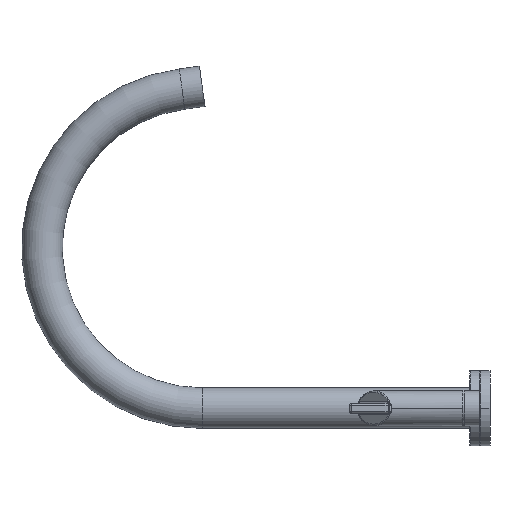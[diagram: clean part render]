
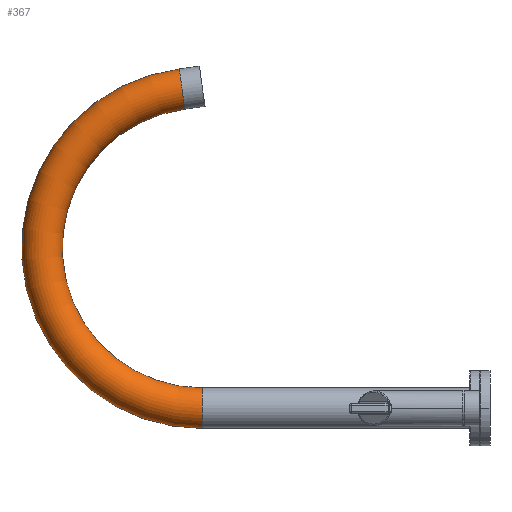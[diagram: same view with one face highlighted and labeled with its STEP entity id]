
A CAD part, left-side view. The second image highlights one B-rep face of the part: STEP entity #367.
In plain terms, the highlighted toroidal (fillet/blend) face has major radius 100.034 mm and minor radius 12.7 mm.
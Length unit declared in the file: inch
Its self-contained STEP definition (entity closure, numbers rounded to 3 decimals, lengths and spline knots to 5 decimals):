
#73=CARTESIAN_POINT('',(0.,7.075,3.93833));
#74=DIRECTION('',(1.,0.,0.));
#75=DIRECTION('',(0.,0.,-1.));
#76=AXIS2_PLACEMENT_3D('',#73,#74,#75);
#78=CARTESIAN_POINT('',(0.,7.075,0.));
#79=DIRECTION('',(0.,1.,0.));
#80=DIRECTION('',(0.,0.,-1.));
#81=AXIS2_PLACEMENT_3D('',#78,#79,#80);
#83=CARTESIAN_POINT('',(0.,7.075,3.93833));
#84=DIRECTION('',(1.,0.,0.));
#85=DIRECTION('',(0.,0.,-1.));
#86=AXIS2_PLACEMENT_3D('',#83,#84,#85);
#88=CARTESIAN_POINT('',(0.,7.63636,8.34102));
#89=CARTESIAN_POINT('',(-0.01454,7.63636,8.34102));
#90=CARTESIAN_POINT('',(-0.04363,7.63634,8.33974));
#91=CARTESIAN_POINT('',(-0.08693,7.63552,8.3341));
#92=CARTESIAN_POINT('',(-0.12957,7.63428,8.32473));
#93=CARTESIAN_POINT('',(-0.17122,7.63253,8.31171));
#94=CARTESIAN_POINT('',(-0.21157,7.63032,8.29515));
#95=CARTESIAN_POINT('',(-0.25031,7.62764,8.27516));
#96=CARTESIAN_POINT('',(-0.28715,7.62452,8.2519));
#97=CARTESIAN_POINT('',(-0.3218,7.62099,8.22555));
#98=CARTESIAN_POINT('',(-0.354,7.61707,8.1963));
#99=CARTESIAN_POINT('',(-0.3835,7.6128,8.16439));
#100=CARTESIAN_POINT('',(-0.41009,7.6082,8.13004));
#101=CARTESIAN_POINT('',(-0.43356,7.60332,8.09353));
#102=CARTESIAN_POINT('',(-0.45373,7.59818,8.05513));
#103=CARTESIAN_POINT('',(-0.47044,7.59283,8.01514));
#104=CARTESIAN_POINT('',(-0.48358,7.5873,7.97385));
#105=CARTESIAN_POINT('',(-0.49303,7.58165,7.93159));
#106=CARTESIAN_POINT('',(-0.49873,7.57591,7.88866));
#107=CARTESIAN_POINT('',(-0.5,7.57206,7.85983));
#108=CARTESIAN_POINT('',(-0.5,7.57013,7.84541));
#114=CARTESIAN_POINT('',(-0.5,7.57013,7.84541));
#115=CARTESIAN_POINT('',(-0.5,7.56821,7.831));
#116=CARTESIAN_POINT('',(-0.49873,7.56436,7.80216));
#117=CARTESIAN_POINT('',(-0.49303,7.55862,7.75924));
#118=CARTESIAN_POINT('',(-0.48358,7.55298,7.71697));
#119=CARTESIAN_POINT('',(-0.47044,7.54747,7.67568));
#120=CARTESIAN_POINT('',(-0.45373,7.54213,7.63569));
#121=CARTESIAN_POINT('',(-0.43356,7.53701,7.59729));
#122=CARTESIAN_POINT('',(-0.41009,7.53214,7.56077));
#123=CARTESIAN_POINT('',(-0.3835,7.52756,7.52643));
#124=CARTESIAN_POINT('',(-0.354,7.5233,7.49451));
#125=CARTESIAN_POINT('',(-0.32179,7.5194,7.46526));
#126=CARTESIAN_POINT('',(-0.28714,7.51589,7.4389));
#127=CARTESIAN_POINT('',(-0.25031,7.51279,7.41564));
#128=CARTESIAN_POINT('',(-0.21157,7.51013,7.39565));
#129=CARTESIAN_POINT('',(-0.17122,7.50792,7.37909));
#130=CARTESIAN_POINT('',(-0.12956,7.50619,7.36607));
#131=CARTESIAN_POINT('',(-0.08693,7.50493,7.3567));
#132=CARTESIAN_POINT('',(-0.04363,7.50424,7.35104));
#133=CARTESIAN_POINT('',(-0.01454,7.50391,7.34981));
#134=CARTESIAN_POINT('',(0.,7.50391,7.34981));
#206=CARTESIAN_POINT('',(0.,7.075,0.5));
#207=CARTESIAN_POINT('',(0.,7.075,-0.5));
#208=VERTEX_POINT('',#206);
#209=VERTEX_POINT('',#207);
#210=CARTESIAN_POINT('',(0.,7.50391,7.34981));
#211=VERTEX_POINT('',#210);
#212=CARTESIAN_POINT('',(0.,7.63636,8.34102));
#213=VERTEX_POINT('',#212);
#219=VERTEX_POINT('',#108);
#353=CARTESIAN_POINT('',(0.,7.075,3.93833));
#354=DIRECTION('',(1.,0.,0.));
#355=DIRECTION('',(0.,0.,1.));
#356=AXIS2_PLACEMENT_3D('',#353,#354,#355);
#357=TOROIDAL_SURFACE('',#356,3.93833,0.5);
#358=ORIENTED_EDGE('',*,*,#233,.F.);
#359=ORIENTED_EDGE('',*,*,#348,.T.);
#361=ORIENTED_EDGE('',*,*,#360,.T.);
#363=ORIENTED_EDGE('',*,*,#362,.T.);
#364=ORIENTED_EDGE('',*,*,#342,.F.);
#365=EDGE_LOOP('',(#358,#359,#361,#363,#364));
#366=FACE_OUTER_BOUND('',#365,.F.);
#367=ADVANCED_FACE('',(#366),#357,.T.);
#77=CIRCLE('',#76,3.43833);
#82=CIRCLE('',#81,0.5);
#87=CIRCLE('',#86,4.43833);
#109=B_SPLINE_CURVE_WITH_KNOTS('',3,(#88,#89,#90,#91,#92,#93,#94,#95,#96,#97,
#98,#99,#100,#101,#102,#103,#104,#105,#106,#107,#108),.UNSPECIFIED.,.F.,.F.,(4,
1,1,1,1,1,1,1,1,1,1,1,1,1,1,1,1,1,4),(0.,0.05556,0.11111,
0.16667,0.22222,0.27778,0.33333,
0.38889,0.44444,0.5,0.55556,0.61111,
0.66667,0.72222,0.77778,0.83333,
0.88889,0.94444,1.),.UNSPECIFIED.);
#135=B_SPLINE_CURVE_WITH_KNOTS('',3,(#114,#115,#116,#117,#118,#119,#120,#121,
#122,#123,#124,#125,#126,#127,#128,#129,#130,#131,#132,#133,#134),.UNSPECIFIED.,
.F.,.F.,(4,1,1,1,1,1,1,1,1,1,1,1,1,1,1,1,1,1,4),(0.,0.05556,
0.11111,0.16667,0.22222,0.27778,
0.33333,0.38889,0.44444,0.5,0.55556,
0.61111,0.66667,0.72222,0.77778,
0.83333,0.88889,0.94444,1.),.UNSPECIFIED.);
#233=EDGE_CURVE('',#209,#208,#82,.T.);
#342=EDGE_CURVE('',#208,#211,#77,.T.);
#348=EDGE_CURVE('',#209,#213,#87,.T.);
#360=EDGE_CURVE('',#213,#219,#109,.T.);
#362=EDGE_CURVE('',#219,#211,#135,.T.);
